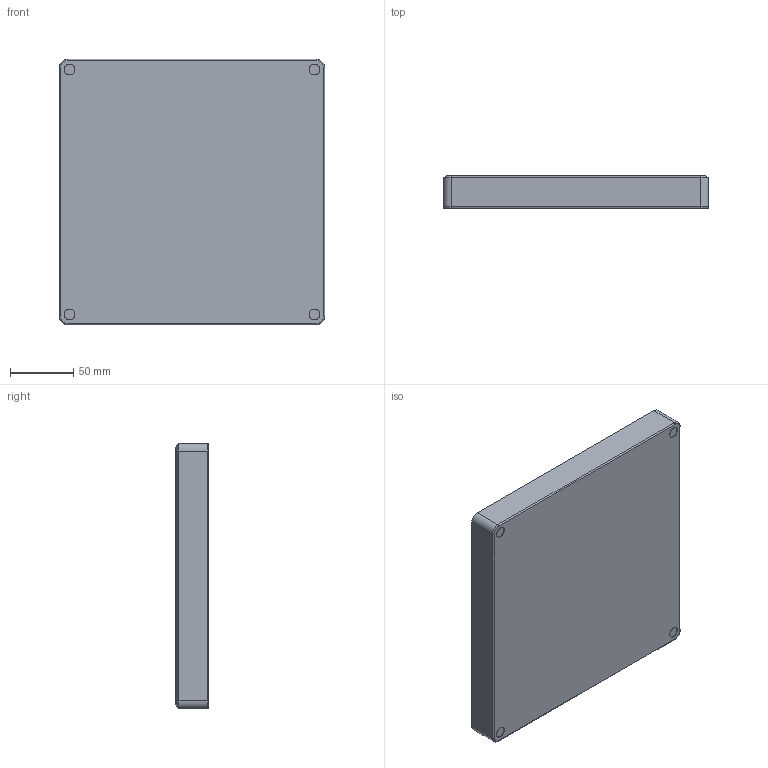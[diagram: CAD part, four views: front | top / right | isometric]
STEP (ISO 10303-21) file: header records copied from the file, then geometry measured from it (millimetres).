
FILE_DESCRIPTION(/* description */ (''),/* implementation_level */ '2;1');
FILE_NAME(/* name */ 'stare v1.step',/* time_stamp */ '2023-01-01T01:19:11-05:00',/* author */ (''),/* organization */ (''),/* preprocessor_version */ 'ST-DEVELOPER v19.2',/* originating_system */ 'Autodesk Translation Framework v11.17.0.187',/* authorisation */ '');
FILE_SCHEMA (('AUTOMOTIVE_DESIGN { 1 0 10303 214 3 1 1 }'));
Length unit declared in the file: millimetre
Products named in the file (1): stare
Bounding box: 209 x 26 x 209 mm (x, y, z)
Volume: 408022.5 mm3; surface area: 217756.9 mm2
Topology: 2 solids, 2 shells, 650 faces, 1708 edges, 1132 vertices
Faces by surface type: plane 350, cylinder 288, cone 8, torus 4
Full cylindrical faces by diameter (mm): 2.075 x4, 2.7 x4, 8.5 x4
Entity records: 20198 total; most frequent: DIRECTION 3590, CARTESIAN_POINT 3487, ORIENTED_EDGE 3408, EDGE_CURVE 1704, AXIS2_PLACEMENT_3D 1235, VERTEX_POINT 1132, LINE 1120, VECTOR 1120
